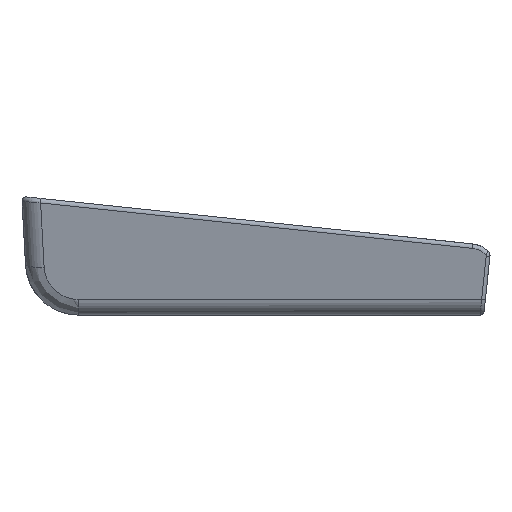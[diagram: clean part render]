
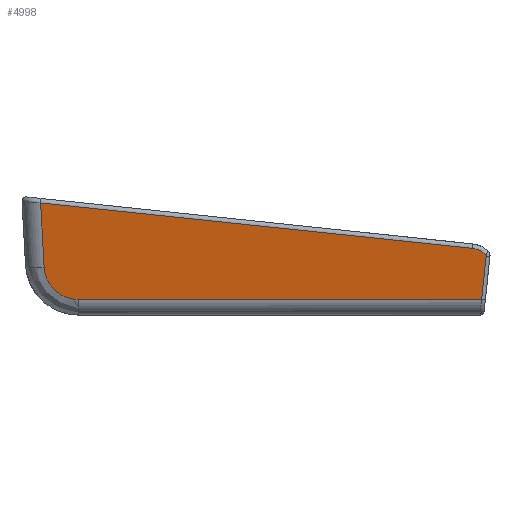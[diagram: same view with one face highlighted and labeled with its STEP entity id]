
A CAD part, left-side view. The second image highlights one B-rep face of the part: STEP entity #4998.
In plain terms, the highlighted planar face has unit normal (-0.985, 0.018, -0.173).
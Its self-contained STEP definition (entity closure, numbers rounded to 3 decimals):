
#211=PLANE('',#5447);
#547=FACE_OUTER_BOUND('',#845,.T.);
#845=EDGE_LOOP('',(#4239,#4240,#4241,#4242,#4243,#4244,#4245,#4246));
#965=ELLIPSE('',#5443,9.139,9.);
#967=ELLIPSE('',#5448,0.508,0.5);
#968=ELLIPSE('',#5449,5.989,5.898);
#1334=LINE('',#8805,#1792);
#1335=LINE('',#8807,#1793);
#1336=LINE('',#8813,#1794);
#1337=LINE('',#8815,#1795);
#1338=LINE('',#8816,#1796);
#1792=VECTOR('',#6638,10.);
#1793=VECTOR('',#6639,10.);
#1794=VECTOR('',#6644,10.);
#1795=VECTOR('',#6645,10.);
#1796=VECTOR('',#6646,10.);
#2489=VERTEX_POINT('',#8757);
#2490=VERTEX_POINT('',#8759);
#2493=VERTEX_POINT('',#8804);
#2494=VERTEX_POINT('',#8806);
#2495=VERTEX_POINT('',#8808);
#2496=VERTEX_POINT('',#8810);
#2497=VERTEX_POINT('',#8812);
#2498=VERTEX_POINT('',#8814);
#3132=EDGE_CURVE('',#2490,#2489,#965,.T.);
#3136=EDGE_CURVE('',#2493,#2490,#1334,.T.);
#3137=EDGE_CURVE('',#2494,#2493,#1335,.T.);
#3138=EDGE_CURVE('',#2495,#2494,#967,.T.);
#3139=EDGE_CURVE('',#2496,#2495,#968,.T.);
#3140=EDGE_CURVE('',#2497,#2496,#1336,.T.);
#3141=EDGE_CURVE('',#2498,#2497,#1337,.T.);
#3142=EDGE_CURVE('',#2489,#2498,#1338,.T.);
#4239=ORIENTED_EDGE('',*,*,#3132,.F.);
#4240=ORIENTED_EDGE('',*,*,#3136,.F.);
#4241=ORIENTED_EDGE('',*,*,#3137,.F.);
#4242=ORIENTED_EDGE('',*,*,#3138,.F.);
#4243=ORIENTED_EDGE('',*,*,#3139,.F.);
#4244=ORIENTED_EDGE('',*,*,#3140,.F.);
#4245=ORIENTED_EDGE('',*,*,#3141,.F.);
#4246=ORIENTED_EDGE('',*,*,#3142,.F.);
#4998=ADVANCED_FACE('',(#547),#211,.F.);
#5443=AXIS2_PLACEMENT_3D('',#8761,#6628,#6629);
#5447=AXIS2_PLACEMENT_3D('',#8803,#6636,#6637);
#5448=AXIS2_PLACEMENT_3D('',#8809,#6640,#6641);
#5449=AXIS2_PLACEMENT_3D('',#8811,#6642,#6643);
#6628=DIRECTION('center_axis',(0.985,-0.018,0.173));
#6629=DIRECTION('ref_axis',(0.174,0.103,-0.979));
#6636=DIRECTION('center_axis',(0.985,-0.018,0.173));
#6637=DIRECTION('ref_axis',(-0.174,-0.103,0.979));
#6638=DIRECTION('',(0.018,1.,0.));
#6639=DIRECTION('',(0.174,0.103,-0.979));
#6640=DIRECTION('center_axis',(0.985,-0.018,0.173));
#6641=DIRECTION('ref_axis',(-0.174,-0.103,0.979));
#6642=DIRECTION('center_axis',(0.985,-0.018,0.173));
#6643=DIRECTION('ref_axis',(-0.174,-0.103,0.979));
#6644=DIRECTION('',(0.168,-0.147,-0.975));
#6645=DIRECTION('',(0.,-0.995,-0.105));
#6646=DIRECTION('',(-0.171,0.054,0.984));
#8757=CARTESIAN_POINT('',(-145.798,59.028,24.626));
#8759=CARTESIAN_POINT('',(-144.472,50.041,16.122));
#8761=CARTESIAN_POINT('Origin',(-146.05,50.041,25.122));
#8803=CARTESIAN_POINT('Origin',(-143.469,55.09,10.936));
#8804=CARTESIAN_POINT('',(-146.431,-56.262,16.122));
#8805=CARTESIAN_POINT('',(-145.301,5.051,16.122));
#8806=CARTESIAN_POINT('',(-148.454,-57.461,27.532));
#8807=CARTESIAN_POINT('',(-139.407,-52.098,-23.496));
#8808=CARTESIAN_POINT('',(-148.524,-57.311,27.944));
#8809=CARTESIAN_POINT('Origin',(-148.454,-56.964,27.584));
#8810=CARTESIAN_POINT('',(-148.743,-53.915,29.554));
#8811=CARTESIAN_POINT('Origin',(-147.704,-53.219,23.697));
#8812=CARTESIAN_POINT('',(-148.747,-53.913,29.572));
#8813=CARTESIAN_POINT('',(-144.541,-57.577,5.205));
#8814=CARTESIAN_POINT('',(-148.747,59.961,41.541));
#8815=CARTESIAN_POINT('',(-148.747,-1.096,35.124));
#8816=CARTESIAN_POINT('',(-139.072,56.899,-13.95));
